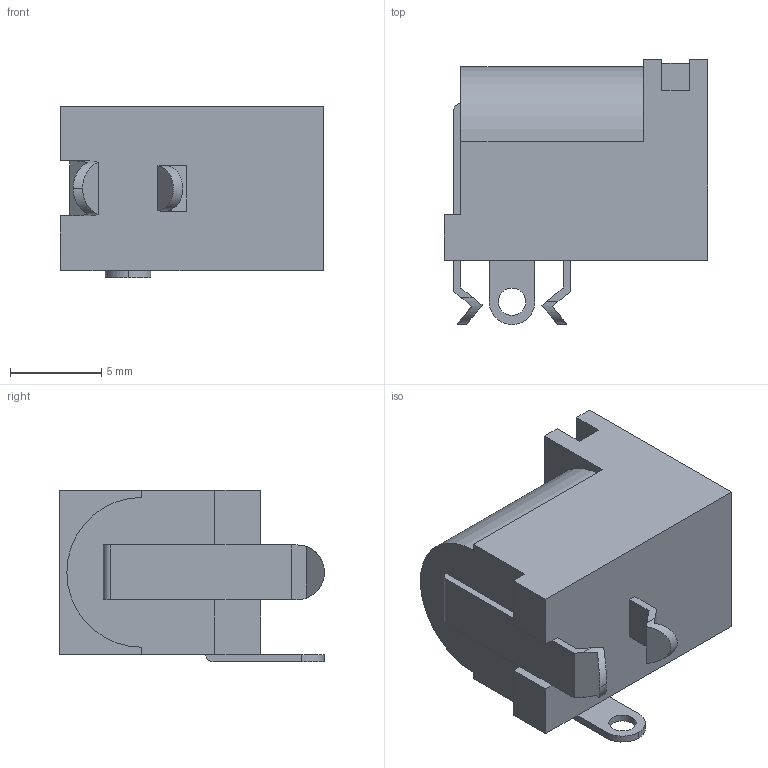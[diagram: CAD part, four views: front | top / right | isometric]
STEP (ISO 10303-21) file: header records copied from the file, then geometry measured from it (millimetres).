
FILE_DESCRIPTION((''),'2;1');
FILE_NAME('PJ-202A','2015-09-26T',('SYSTEM'),(''),'PRO/ENGINEER BY PARAMETRIC TECHNOLOGY CORPORATION, 2015110','PRO/ENGINEER BY PARAMETRIC TECHNOLOGY CORPORATION, 2015110','');
FILE_SCHEMA(('AUTOMOTIVE_DESIGN { 1 0 10303 214 1 1 1 1 }'));
Length unit declared in the file: millimetre
Products named in the file (1): PJ-202A
Bounding box: 14.4 x 14.5 x 9.4 mm (x, y, z)
Volume: 1010.3 mm3; surface area: 981.4 mm2
Topology: 1 solids, 1 shells, 63 faces, 166 edges, 108 vertices
Faces by surface type: plane 47, cylinder 14, cone 2
Entity records: 2486 total; most frequent: CARTESIAN_POINT 428, ORIENTED_EDGE 332, DIRECTION 302, EDGE_CURVE 166, VECTOR 128, LINE 128, VERTEX_POINT 108, AXIS2_PLACEMENT_3D 87
